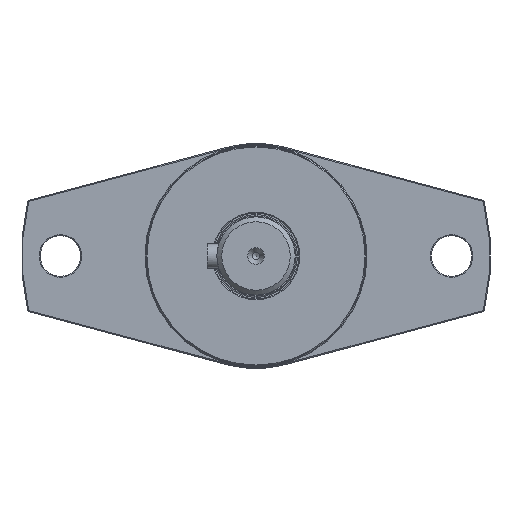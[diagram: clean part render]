
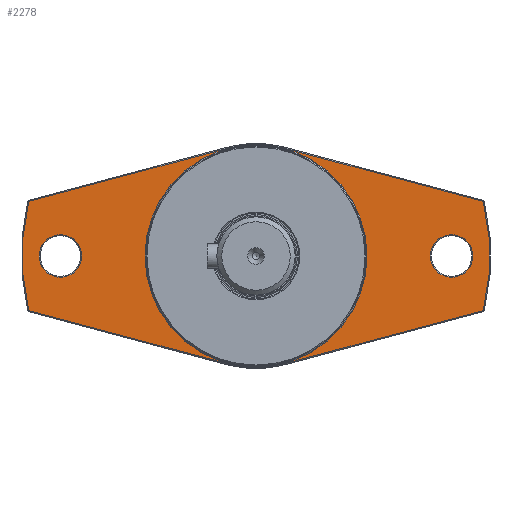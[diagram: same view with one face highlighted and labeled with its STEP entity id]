
A CAD part, left-side view. The second image highlights one B-rep face of the part: STEP entity #2278.
In plain terms, the highlighted planar face has unit normal (-1, 0, 0).
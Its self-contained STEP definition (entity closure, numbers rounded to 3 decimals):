
#2146=CARTESIAN_POINT('',(44.,22.7,0.));
#2147=VERTEX_POINT('',#2146);
#2148=CARTESIAN_POINT('',(44.,0.,0.0));
#2149=DIRECTION('',(-1.0,0.0,0.0));
#2150=DIRECTION('',(0.0,-1.0,0.0));
#2151=AXIS2_PLACEMENT_3D('',#2148,#2149,#2150);
#2152=CIRCLE('',#2151,22.7);
#2153=EDGE_CURVE('',#2147,#2147,#2152,.T.);
#2178=CARTESIAN_POINT('',(44.,35.25,0.0));
#2179=DIRECTION('',(-1.0,0.0,0.0));
#2180=DIRECTION('',(0.0,0.0,1.0));
#2181=AXIS2_PLACEMENT_3D('',#2178,#2179,#2180);
#2182=PLANE('',#2181);
#2183=CARTESIAN_POINT('',(44.,46.481,-11.15));
#2184=VERTEX_POINT('',#2183);
#2185=CARTESIAN_POINT('',(44.,46.481,11.15));
#2186=VERTEX_POINT('',#2185);
#2187=CARTESIAN_POINT('',(44.,0.,0.0));
#2188=DIRECTION('',(1.0,0.0,0.0));
#2189=DIRECTION('',(0.0,1.0,0.0));
#2190=AXIS2_PLACEMENT_3D('',#2187,#2188,#2189);
#2191=CIRCLE('',#2190,47.8);
#2192=EDGE_CURVE('',#2184,#2186,#2191,.T.);
#2193=ORIENTED_EDGE('',*,*,#2192,.F.);
#2194=CARTESIAN_POINT('',(44.,5.901,-22.023));
#2195=VERTEX_POINT('',#2194);
#2196=CARTESIAN_POINT('',(44.,5.901,-22.023));
#2197=DIRECTION('',(0.0,0.966,0.259));
#2198=VECTOR('',#2197,42.012);
#2199=LINE('',#2196,#2198);
#2200=EDGE_CURVE('',#2195,#2184,#2199,.T.);
#2201=ORIENTED_EDGE('',*,*,#2200,.F.);
#2202=CARTESIAN_POINT('',(44.,-5.901,-22.023));
#2203=VERTEX_POINT('',#2202);
#2204=CARTESIAN_POINT('',(44.,0.,0.0));
#2205=DIRECTION('',(1.0,0.0,0.0));
#2206=DIRECTION('',(0.0,1.0,0.0));
#2207=AXIS2_PLACEMENT_3D('',#2204,#2205,#2206);
#2208=CIRCLE('',#2207,22.8);
#2209=EDGE_CURVE('',#2203,#2195,#2208,.T.);
#2210=ORIENTED_EDGE('',*,*,#2209,.F.);
#2211=CARTESIAN_POINT('',(44.,-46.481,-11.15));
#2212=VERTEX_POINT('',#2211);
#2213=CARTESIAN_POINT('',(44.,-46.481,-11.15));
#2214=DIRECTION('',(0.,0.966,-0.259));
#2215=VECTOR('',#2214,42.012);
#2216=LINE('',#2213,#2215);
#2217=EDGE_CURVE('',#2212,#2203,#2216,.T.);
#2218=ORIENTED_EDGE('',*,*,#2217,.F.);
#2219=CARTESIAN_POINT('',(44.0,-46.481,11.15));
#2220=VERTEX_POINT('',#2219);
#2221=CARTESIAN_POINT('',(44.,0.,0.0));
#2222=DIRECTION('',(1.0,0.0,0.0));
#2223=DIRECTION('',(0.0,-1.0,0.0));
#2224=AXIS2_PLACEMENT_3D('',#2221,#2222,#2223);
#2225=CIRCLE('',#2224,47.8);
#2226=EDGE_CURVE('',#2220,#2212,#2225,.T.);
#2227=ORIENTED_EDGE('',*,*,#2226,.F.);
#2228=CARTESIAN_POINT('',(44.,-5.901,22.023));
#2229=VERTEX_POINT('',#2228);
#2230=CARTESIAN_POINT('',(44.,-5.901,22.023));
#2231=DIRECTION('',(0.,-0.966,-0.259));
#2232=VECTOR('',#2231,42.012);
#2233=LINE('',#2230,#2232);
#2234=EDGE_CURVE('',#2229,#2220,#2233,.T.);
#2235=ORIENTED_EDGE('',*,*,#2234,.F.);
#2236=CARTESIAN_POINT('',(44.,5.901,22.023));
#2237=VERTEX_POINT('',#2236);
#2238=CARTESIAN_POINT('',(44.,0.,0.0));
#2239=DIRECTION('',(1.0,0.0,0.0));
#2240=DIRECTION('',(0.0,1.0,0.0));
#2241=AXIS2_PLACEMENT_3D('',#2238,#2239,#2240);
#2242=CIRCLE('',#2241,22.8);
#2243=EDGE_CURVE('',#2237,#2229,#2242,.T.);
#2244=ORIENTED_EDGE('',*,*,#2243,.F.);
#2245=CARTESIAN_POINT('',(44.,46.481,11.15));
#2246=DIRECTION('',(0.,-0.966,0.259));
#2247=VECTOR('',#2246,42.012);
#2248=LINE('',#2245,#2247);
#2249=EDGE_CURVE('',#2186,#2237,#2248,.T.);
#2250=ORIENTED_EDGE('',*,*,#2249,.F.);
#2251=EDGE_LOOP('',(#2193,#2201,#2210,#2218,#2227,#2235,#2244,#2250));
#2252=FACE_OUTER_BOUND('',#2251,.T.);
#2253=CARTESIAN_POINT('',(44.0,-40.,4.35));
#2254=VERTEX_POINT('',#2253);
#2255=CARTESIAN_POINT('',(44.0,-40.,0.));
#2256=DIRECTION('',(-1.0,0.0,0.0));
#2257=DIRECTION('',(0.0,0.0,-1.0));
#2258=AXIS2_PLACEMENT_3D('',#2255,#2256,#2257);
#2259=CIRCLE('',#2258,4.35);
#2260=EDGE_CURVE('',#2254,#2254,#2259,.T.);
#2261=ORIENTED_EDGE('',*,*,#2260,.F.);
#2262=EDGE_LOOP('',(#2261));
#2263=FACE_BOUND('',#2262,.T.);
#2264=CARTESIAN_POINT('',(44.,40.,4.35));
#2265=VERTEX_POINT('',#2264);
#2266=CARTESIAN_POINT('',(44.,40.,0.));
#2267=DIRECTION('',(-1.0,0.0,0.0));
#2268=DIRECTION('',(0.0,0.0,-1.0));
#2269=AXIS2_PLACEMENT_3D('',#2266,#2267,#2268);
#2270=CIRCLE('',#2269,4.35);
#2271=EDGE_CURVE('',#2265,#2265,#2270,.T.);
#2272=ORIENTED_EDGE('',*,*,#2271,.F.);
#2273=EDGE_LOOP('',(#2272));
#2274=FACE_BOUND('',#2273,.T.);
#2275=ORIENTED_EDGE('',*,*,#2153,.F.);
#2276=EDGE_LOOP('',(#2275));
#2277=FACE_BOUND('',#2276,.T.);
#2278=ADVANCED_FACE('',(#2252,#2263,#2274,#2277),#2182,.T.);
